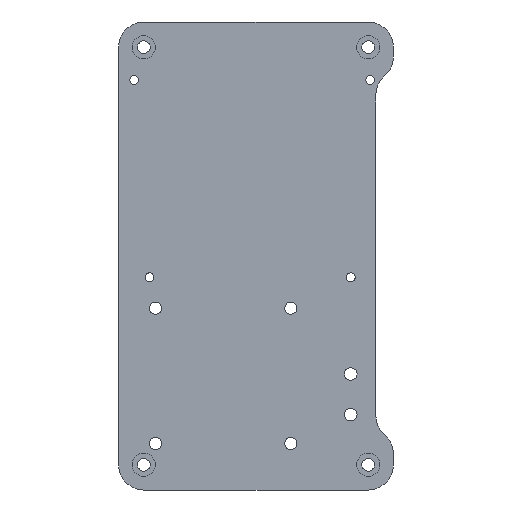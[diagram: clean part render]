
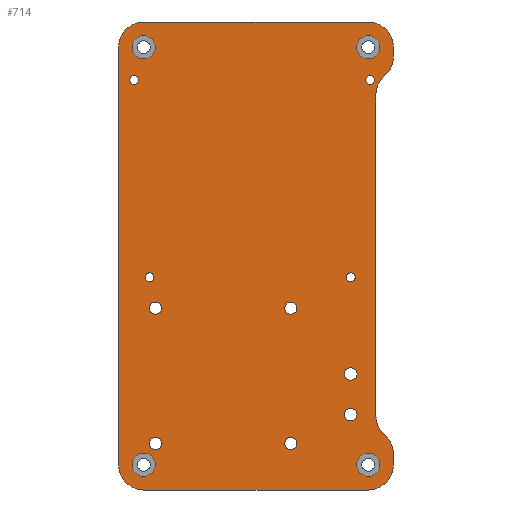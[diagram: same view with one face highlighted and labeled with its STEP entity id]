
A CAD part, front view. The second image highlights one B-rep face of the part: STEP entity #714.
In plain terms, the highlighted planar face has unit normal (0, -1, 0).
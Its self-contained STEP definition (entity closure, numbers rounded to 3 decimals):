
#33=FACE_BOUND('',#145,.T.);
#34=FACE_BOUND('',#146,.T.);
#35=FACE_BOUND('',#147,.T.);
#36=FACE_BOUND('',#148,.T.);
#37=FACE_BOUND('',#149,.T.);
#38=FACE_BOUND('',#150,.T.);
#39=FACE_BOUND('',#151,.T.);
#40=FACE_BOUND('',#152,.T.);
#41=FACE_BOUND('',#153,.T.);
#42=FACE_BOUND('',#154,.T.);
#43=FACE_BOUND('',#155,.T.);
#44=FACE_BOUND('',#156,.T.);
#45=FACE_BOUND('',#157,.T.);
#46=FACE_BOUND('',#158,.T.);
#54=PLANE('',#823);
#88=FACE_OUTER_BOUND('',#144,.T.);
#144=EDGE_LOOP('',(#599,#600,#601,#602,#603,#604,#605,#606,#607,#608,#609,
#610,#611,#612));
#145=EDGE_LOOP('',(#613));
#146=EDGE_LOOP('',(#614));
#147=EDGE_LOOP('',(#615));
#148=EDGE_LOOP('',(#616));
#149=EDGE_LOOP('',(#617));
#150=EDGE_LOOP('',(#618));
#151=EDGE_LOOP('',(#619));
#152=EDGE_LOOP('',(#620));
#153=EDGE_LOOP('',(#621));
#154=EDGE_LOOP('',(#622));
#155=EDGE_LOOP('',(#623));
#156=EDGE_LOOP('',(#624));
#157=EDGE_LOOP('',(#625));
#158=EDGE_LOOP('',(#626));
#179=LINE('',#1141,#223);
#180=LINE('',#1144,#224);
#200=LINE('',#1232,#244);
#201=LINE('',#1236,#245);
#202=LINE('',#1240,#246);
#203=LINE('',#1244,#247);
#223=VECTOR('',#914,10.);
#224=VECTOR('',#917,10.);
#244=VECTOR('',#1027,10.);
#245=VECTOR('',#1030,10.);
#246=VECTOR('',#1033,10.);
#247=VECTOR('',#1036,10.);
#255=CIRCLE('',#747,6.5);
#258=CIRCLE('',#751,6.5);
#279=CIRCLE('',#774,6.5);
#280=CIRCLE('',#776,6.5);
#281=CIRCLE('',#780,1.625);
#282=CIRCLE('',#782,1.625);
#283=CIRCLE('',#784,1.575);
#284=CIRCLE('',#786,1.575);
#285=CIRCLE('',#788,1.575);
#286=CIRCLE('',#790,1.575);
#287=CIRCLE('',#792,1.125);
#288=CIRCLE('',#794,1.125);
#289=CIRCLE('',#796,1.125);
#290=CIRCLE('',#798,1.125);
#293=CIRCLE('',#803,3.);
#296=CIRCLE('',#809,3.);
#299=CIRCLE('',#815,3.);
#302=CIRCLE('',#821,3.);
#303=CIRCLE('',#824,6.5);
#304=CIRCLE('',#825,6.5);
#305=CIRCLE('',#826,6.5);
#306=CIRCLE('',#827,6.5);
#307=VERTEX_POINT('',#1064);
#308=VERTEX_POINT('',#1065);
#312=VERTEX_POINT('',#1075);
#338=VERTEX_POINT('',#1131);
#339=VERTEX_POINT('',#1133);
#340=VERTEX_POINT('',#1137);
#341=VERTEX_POINT('',#1143);
#342=VERTEX_POINT('',#1147);
#343=VERTEX_POINT('',#1151);
#344=VERTEX_POINT('',#1155);
#345=VERTEX_POINT('',#1159);
#346=VERTEX_POINT('',#1163);
#347=VERTEX_POINT('',#1167);
#348=VERTEX_POINT('',#1171);
#349=VERTEX_POINT('',#1175);
#350=VERTEX_POINT('',#1179);
#351=VERTEX_POINT('',#1183);
#354=VERTEX_POINT('',#1193);
#357=VERTEX_POINT('',#1204);
#360=VERTEX_POINT('',#1215);
#363=VERTEX_POINT('',#1226);
#364=VERTEX_POINT('',#1231);
#365=VERTEX_POINT('',#1233);
#366=VERTEX_POINT('',#1235);
#367=VERTEX_POINT('',#1237);
#368=VERTEX_POINT('',#1239);
#369=VERTEX_POINT('',#1241);
#370=VERTEX_POINT('',#1243);
#371=EDGE_CURVE('',#307,#308,#255,.T.);
#377=EDGE_CURVE('',#312,#307,#258,.T.);
#405=EDGE_CURVE('',#338,#339,#279,.T.);
#407=EDGE_CURVE('',#339,#340,#280,.T.);
#409=EDGE_CURVE('',#312,#340,#179,.T.);
#410=EDGE_CURVE('',#308,#341,#180,.T.);
#413=EDGE_CURVE('',#342,#342,#281,.T.);
#415=EDGE_CURVE('',#343,#343,#282,.T.);
#417=EDGE_CURVE('',#344,#344,#283,.T.);
#419=EDGE_CURVE('',#345,#345,#284,.T.);
#421=EDGE_CURVE('',#346,#346,#285,.T.);
#423=EDGE_CURVE('',#347,#347,#286,.T.);
#424=EDGE_CURVE('',#348,#348,#287,.T.);
#426=EDGE_CURVE('',#349,#349,#288,.T.);
#428=EDGE_CURVE('',#350,#350,#289,.T.);
#430=EDGE_CURVE('',#351,#351,#290,.T.);
#436=EDGE_CURVE('',#354,#354,#293,.T.);
#441=EDGE_CURVE('',#357,#357,#296,.T.);
#446=EDGE_CURVE('',#360,#360,#299,.T.);
#451=EDGE_CURVE('',#363,#363,#302,.T.);
#452=EDGE_CURVE('',#364,#338,#200,.T.);
#453=EDGE_CURVE('',#365,#364,#303,.T.);
#454=EDGE_CURVE('',#366,#365,#201,.T.);
#455=EDGE_CURVE('',#367,#366,#304,.T.);
#456=EDGE_CURVE('',#368,#367,#202,.T.);
#457=EDGE_CURVE('',#369,#368,#305,.T.);
#458=EDGE_CURVE('',#370,#369,#203,.T.);
#459=EDGE_CURVE('',#341,#370,#306,.T.);
#599=ORIENTED_EDGE('',*,*,#371,.F.);
#600=ORIENTED_EDGE('',*,*,#377,.F.);
#601=ORIENTED_EDGE('',*,*,#409,.T.);
#602=ORIENTED_EDGE('',*,*,#407,.F.);
#603=ORIENTED_EDGE('',*,*,#405,.F.);
#604=ORIENTED_EDGE('',*,*,#452,.F.);
#605=ORIENTED_EDGE('',*,*,#453,.F.);
#606=ORIENTED_EDGE('',*,*,#454,.F.);
#607=ORIENTED_EDGE('',*,*,#455,.F.);
#608=ORIENTED_EDGE('',*,*,#456,.F.);
#609=ORIENTED_EDGE('',*,*,#457,.F.);
#610=ORIENTED_EDGE('',*,*,#458,.F.);
#611=ORIENTED_EDGE('',*,*,#459,.F.);
#612=ORIENTED_EDGE('',*,*,#410,.F.);
#613=ORIENTED_EDGE('',*,*,#413,.T.);
#614=ORIENTED_EDGE('',*,*,#415,.T.);
#615=ORIENTED_EDGE('',*,*,#417,.T.);
#616=ORIENTED_EDGE('',*,*,#419,.T.);
#617=ORIENTED_EDGE('',*,*,#421,.T.);
#618=ORIENTED_EDGE('',*,*,#423,.T.);
#619=ORIENTED_EDGE('',*,*,#424,.T.);
#620=ORIENTED_EDGE('',*,*,#426,.T.);
#621=ORIENTED_EDGE('',*,*,#428,.T.);
#622=ORIENTED_EDGE('',*,*,#430,.T.);
#623=ORIENTED_EDGE('',*,*,#436,.T.);
#624=ORIENTED_EDGE('',*,*,#441,.T.);
#625=ORIENTED_EDGE('',*,*,#446,.T.);
#626=ORIENTED_EDGE('',*,*,#451,.T.);
#714=ADVANCED_FACE('',(#88,#33,#34,#35,#36,#37,#38,#39,#40,#41,#42,#43,
#44,#45,#46),#54,.F.);
#747=AXIS2_PLACEMENT_3D('',#1066,#840,#841);
#751=AXIS2_PLACEMENT_3D('',#1077,#851,#852);
#774=AXIS2_PLACEMENT_3D('',#1134,#904,#905);
#776=AXIS2_PLACEMENT_3D('',#1138,#909,#910);
#780=AXIS2_PLACEMENT_3D('',#1149,#922,#923);
#782=AXIS2_PLACEMENT_3D('',#1153,#927,#928);
#784=AXIS2_PLACEMENT_3D('',#1157,#932,#933);
#786=AXIS2_PLACEMENT_3D('',#1161,#937,#938);
#788=AXIS2_PLACEMENT_3D('',#1165,#942,#943);
#790=AXIS2_PLACEMENT_3D('',#1169,#947,#948);
#792=AXIS2_PLACEMENT_3D('',#1172,#951,#952);
#794=AXIS2_PLACEMENT_3D('',#1176,#956,#957);
#796=AXIS2_PLACEMENT_3D('',#1180,#961,#962);
#798=AXIS2_PLACEMENT_3D('',#1184,#966,#967);
#803=AXIS2_PLACEMENT_3D('',#1195,#979,#980);
#809=AXIS2_PLACEMENT_3D('',#1206,#993,#994);
#815=AXIS2_PLACEMENT_3D('',#1217,#1007,#1008);
#821=AXIS2_PLACEMENT_3D('',#1228,#1021,#1022);
#823=AXIS2_PLACEMENT_3D('',#1230,#1025,#1026);
#824=AXIS2_PLACEMENT_3D('',#1234,#1028,#1029);
#825=AXIS2_PLACEMENT_3D('',#1238,#1031,#1032);
#826=AXIS2_PLACEMENT_3D('',#1242,#1034,#1035);
#827=AXIS2_PLACEMENT_3D('',#1245,#1037,#1038);
#840=DIRECTION('center_axis',(0.,1.,0.));
#841=DIRECTION('ref_axis',(0.909,0.,0.416));
#851=DIRECTION('center_axis',(0.,-1.,0.));
#852=DIRECTION('ref_axis',(-0.308,0.,-0.951));
#904=DIRECTION('center_axis',(0.,1.,0.));
#905=DIRECTION('ref_axis',(0.909,0.,-0.416));
#909=DIRECTION('center_axis',(0.,-1.,0.));
#910=DIRECTION('ref_axis',(-0.308,0.,0.951));
#914=DIRECTION('',(0.,0.,1.));
#917=DIRECTION('',(0.,0.,-1.));
#922=DIRECTION('center_axis',(0.,1.,0.));
#923=DIRECTION('ref_axis',(1.,0.,0.));
#927=DIRECTION('center_axis',(0.,1.,0.));
#928=DIRECTION('ref_axis',(1.,0.,0.));
#932=DIRECTION('center_axis',(0.,1.,0.));
#933=DIRECTION('ref_axis',(1.,0.,0.));
#937=DIRECTION('center_axis',(0.,1.,0.));
#938=DIRECTION('ref_axis',(1.,0.,0.));
#942=DIRECTION('center_axis',(0.,1.,0.));
#943=DIRECTION('ref_axis',(1.,0.,0.));
#947=DIRECTION('center_axis',(0.,1.,0.));
#948=DIRECTION('ref_axis',(1.,0.,0.));
#951=DIRECTION('center_axis',(0.,1.,0.));
#952=DIRECTION('ref_axis',(1.,0.,0.));
#956=DIRECTION('center_axis',(0.,1.,0.));
#957=DIRECTION('ref_axis',(1.,0.,0.));
#961=DIRECTION('center_axis',(0.,1.,0.));
#962=DIRECTION('ref_axis',(1.,0.,0.));
#966=DIRECTION('center_axis',(0.,1.,0.));
#967=DIRECTION('ref_axis',(1.,0.,0.));
#979=DIRECTION('center_axis',(0.,1.,0.));
#980=DIRECTION('ref_axis',(1.,0.,0.));
#993=DIRECTION('center_axis',(0.,1.,0.));
#994=DIRECTION('ref_axis',(1.,0.,0.));
#1007=DIRECTION('center_axis',(0.,1.,0.));
#1008=DIRECTION('ref_axis',(1.,0.,0.));
#1021=DIRECTION('center_axis',(0.,1.,0.));
#1022=DIRECTION('ref_axis',(1.,0.,0.));
#1025=DIRECTION('center_axis',(0.,1.,0.));
#1026=DIRECTION('ref_axis',(0.,0.,1.));
#1027=DIRECTION('',(0.,0.,-1.));
#1028=DIRECTION('center_axis',(0.,1.,0.));
#1029=DIRECTION('ref_axis',(0.,0.,1.));
#1030=DIRECTION('',(1.,0.,0.));
#1031=DIRECTION('center_axis',(0.,1.,0.));
#1032=DIRECTION('ref_axis',(-1.,0.,0.));
#1033=DIRECTION('',(0.,0.,1.));
#1034=DIRECTION('center_axis',(0.,1.,0.));
#1035=DIRECTION('ref_axis',(0.,0.,-1.));
#1036=DIRECTION('',(-1.,0.,0.));
#1037=DIRECTION('center_axis',(0.,1.,0.));
#1038=DIRECTION('ref_axis',(1.,0.,0.));
#1064=CARTESIAN_POINT('',(68.75,0.,-106.733));
#1065=CARTESIAN_POINT('',(71.,0.,-111.651));
#1066=CARTESIAN_POINT('Origin',(64.5,0.,-111.651));
#1075=CARTESIAN_POINT('',(66.5,0.,-101.815));
#1077=CARTESIAN_POINT('Origin',(73.,0.,-101.815));
#1131=CARTESIAN_POINT('',(71.,0.,-9.033));
#1133=CARTESIAN_POINT('',(68.75,0.,-13.951));
#1134=CARTESIAN_POINT('Origin',(64.5,0.,-9.033));
#1137=CARTESIAN_POINT('',(66.5,0.,-18.869));
#1138=CARTESIAN_POINT('Origin',(73.,0.,-18.869));
#1141=CARTESIAN_POINT('',(66.5,0.,-36.592));
#1143=CARTESIAN_POINT('',(71.,0.,-114.5));
#1144=CARTESIAN_POINT('',(71.,0.,-6.5));
#1147=CARTESIAN_POINT('',(58.375,0.,-101.5));
#1149=CARTESIAN_POINT('Origin',(60.,0.,-101.5));
#1151=CARTESIAN_POINT('',(58.375,0.,-91.));
#1153=CARTESIAN_POINT('Origin',(60.,0.,-91.));
#1155=CARTESIAN_POINT('',(42.925,0.,-109.));
#1157=CARTESIAN_POINT('Origin',(44.5,0.,-109.));
#1159=CARTESIAN_POINT('',(7.925,0.,-109.));
#1161=CARTESIAN_POINT('Origin',(9.5,0.,-109.));
#1163=CARTESIAN_POINT('',(42.925,0.,-74.));
#1165=CARTESIAN_POINT('Origin',(44.5,0.,-74.));
#1167=CARTESIAN_POINT('',(7.925,0.,-74.));
#1169=CARTESIAN_POINT('Origin',(9.5,0.,-74.));
#1171=CARTESIAN_POINT('',(6.875,0.,-66.));
#1172=CARTESIAN_POINT('Origin',(8.,0.,-66.));
#1175=CARTESIAN_POINT('',(58.875,0.,-66.));
#1176=CARTESIAN_POINT('Origin',(60.,0.,-66.));
#1179=CARTESIAN_POINT('',(2.875,0.,-15.));
#1180=CARTESIAN_POINT('Origin',(4.,0.,-15.));
#1183=CARTESIAN_POINT('',(63.875,0.,-15.));
#1184=CARTESIAN_POINT('Origin',(65.,0.,-15.));
#1193=CARTESIAN_POINT('',(3.5,0.,-114.5));
#1195=CARTESIAN_POINT('Origin',(6.5,0.,-114.5));
#1204=CARTESIAN_POINT('',(3.5,0.,-6.5));
#1206=CARTESIAN_POINT('Origin',(6.5,0.,-6.5));
#1215=CARTESIAN_POINT('',(61.5,0.,-114.5));
#1217=CARTESIAN_POINT('Origin',(64.5,0.,-114.5));
#1226=CARTESIAN_POINT('',(61.5,0.,-6.5));
#1228=CARTESIAN_POINT('Origin',(64.5,0.,-6.5));
#1230=CARTESIAN_POINT('Origin',(35.5,0.,-60.5));
#1231=CARTESIAN_POINT('',(71.,0.,-6.5));
#1232=CARTESIAN_POINT('',(71.,0.,-6.5));
#1233=CARTESIAN_POINT('',(64.5,0.,0.));
#1234=CARTESIAN_POINT('Origin',(64.5,0.,-6.5));
#1235=CARTESIAN_POINT('',(6.5,0.,0.));
#1236=CARTESIAN_POINT('',(6.5,0.,0.));
#1237=CARTESIAN_POINT('',(0.,0.,-6.5));
#1238=CARTESIAN_POINT('Origin',(6.5,0.,-6.5));
#1239=CARTESIAN_POINT('',(0.,0.,-114.5));
#1240=CARTESIAN_POINT('',(0.,0.,-114.5));
#1241=CARTESIAN_POINT('',(6.5,0.,-121.));
#1242=CARTESIAN_POINT('Origin',(6.5,0.,-114.5));
#1243=CARTESIAN_POINT('',(64.5,0.,-121.));
#1244=CARTESIAN_POINT('',(64.5,0.,-121.));
#1245=CARTESIAN_POINT('Origin',(64.5,0.,-114.5));
